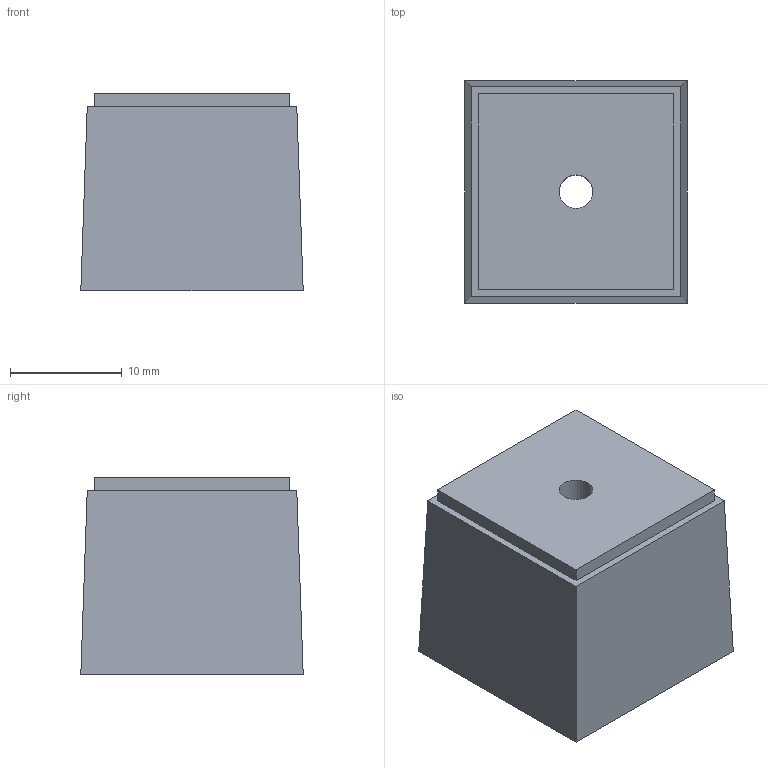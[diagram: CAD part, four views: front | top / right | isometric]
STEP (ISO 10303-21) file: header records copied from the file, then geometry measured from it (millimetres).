
FILE_DESCRIPTION(/* description */ (''),/* implementation_level */ '2;1');
FILE_NAME(/* name */ '28523.4_28564.6_KDS-DE_3-4.stp',/* time_stamp */ '2019-09-20T08:48:28+02:00',/* author */ (''),/* organization */ (''),/* preprocessor_version */ 'ST-DEVELOPER v16.7',/* originating_system */ 'SIEMENS PLM Software NX 12.0',/* authorisation */ '');
FILE_SCHEMA (('AUTOMOTIVE_DESIGN { 1 0 10303 214 3 1 1 1 }'));
Length unit declared in the file: millimetre
Products named in the file (1): eick65C0DDD348ok
Bounding box: 19.91 x 19.91 x 17.7 mm (x, y, z)
Volume: 6403.9 mm3; surface area: 2286.3 mm2
Topology: 1 solids, 1 shells, 105 faces, 271 edges, 181 vertices
Faces by surface type: plane 83, extrusion 19, cylinder 3
Full cylindrical faces by diameter (mm): 3 x1, 5 x2
Entity records: 3504 total; most frequent: CARTESIAN_POINT 1222, ORIENTED_EDGE 534, DIRECTION 308, EDGE_CURVE 267, VERTEX_POINT 180, B_SPLINE_CURVE_WITH_KNOTS 177, EDGE_LOOP 123, VECTOR 122
